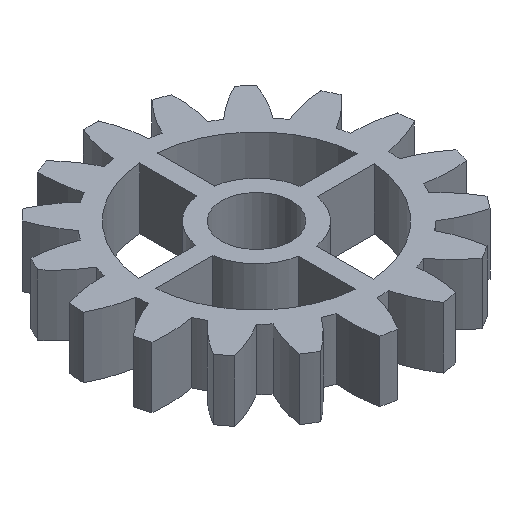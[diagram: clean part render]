
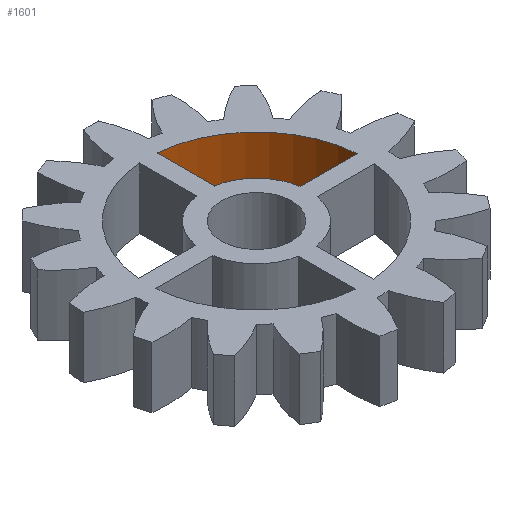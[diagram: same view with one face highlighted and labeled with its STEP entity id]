
A CAD part, isometric view. The second image highlights one B-rep face of the part: STEP entity #1601.
In plain terms, the highlighted cylindrical face has radius 12.5 mm (diameter 25 mm), a partial arc.
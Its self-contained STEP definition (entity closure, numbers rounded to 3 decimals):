
#49=FACE_OUTER_BOUND('',#136,.T.);
#136=EDGE_LOOP('',(#1056,#1057,#1058,#1059));
#247=LINE('',#2610,#348);
#248=LINE('',#2616,#349);
#348=VECTOR('',#2024,10.);
#349=VECTOR('',#2031,10.);
#435=CIRCLE('',#1726,12.5);
#436=CIRCLE('',#1727,12.5);
#602=VERTEX_POINT('',#2604);
#604=VERTEX_POINT('',#2608);
#605=VERTEX_POINT('',#2612);
#606=VERTEX_POINT('',#2614);
#787=EDGE_CURVE('',#604,#602,#247,.T.);
#788=EDGE_CURVE('',#602,#605,#435,.T.);
#789=EDGE_CURVE('',#606,#604,#436,.T.);
#790=EDGE_CURVE('',#606,#605,#248,.T.);
#1056=ORIENTED_EDGE('',*,*,#788,.F.);
#1057=ORIENTED_EDGE('',*,*,#787,.F.);
#1058=ORIENTED_EDGE('',*,*,#789,.F.);
#1059=ORIENTED_EDGE('',*,*,#790,.T.);
#1517=CYLINDRICAL_SURFACE('',#1725,12.5);
#1601=ADVANCED_FACE('',(#49),#1517,.F.);
#1725=AXIS2_PLACEMENT_3D('',#2611,#2025,#2026);
#1726=AXIS2_PLACEMENT_3D('',#2613,#2027,#2028);
#1727=AXIS2_PLACEMENT_3D('',#2615,#2029,#2030);
#2024=DIRECTION('',(0.,0.,-1.));
#2025=DIRECTION('center_axis',(0.,0.,-1.));
#2026=DIRECTION('ref_axis',(1.,0.,0.));
#2027=DIRECTION('center_axis',(0.,0.,1.));
#2028=DIRECTION('ref_axis',(1.,0.,0.));
#2029=DIRECTION('center_axis',(0.,0.,-1.));
#2030=DIRECTION('ref_axis',(1.,0.,0.));
#2031=DIRECTION('',(0.,0.,-1.));
#2604=CARTESIAN_POINT('',(12.465,0.936,0.));
#2608=CARTESIAN_POINT('',(12.465,0.936,7.));
#2610=CARTESIAN_POINT('',(12.465,0.936,7.));
#2611=CARTESIAN_POINT('Origin',(0.,0.,7.));
#2612=CARTESIAN_POINT('',(1.064,12.455,0.));
#2613=CARTESIAN_POINT('Origin',(0.,0.,0.));
#2614=CARTESIAN_POINT('',(1.064,12.455,7.));
#2615=CARTESIAN_POINT('Origin',(0.,0.,7.));
#2616=CARTESIAN_POINT('',(1.064,12.455,7.));
